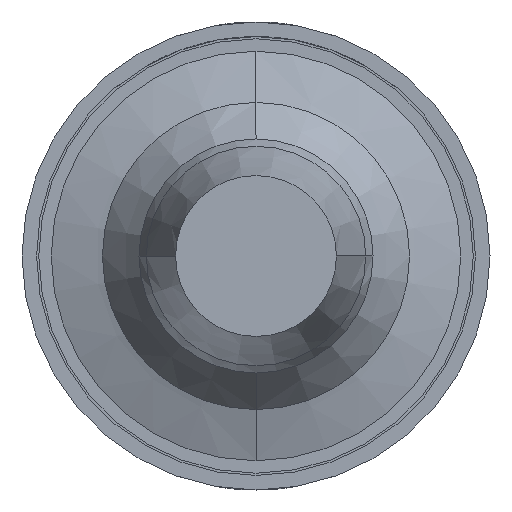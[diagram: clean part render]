
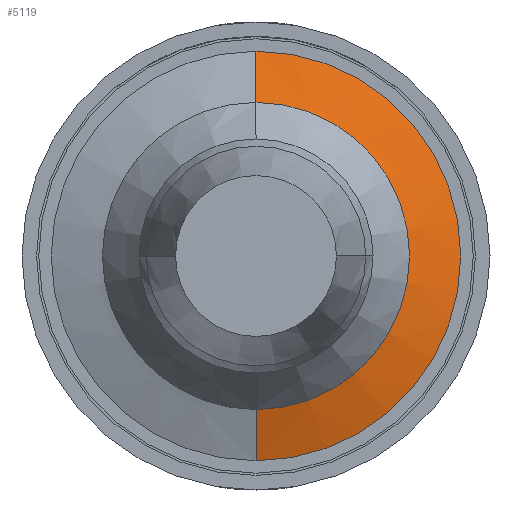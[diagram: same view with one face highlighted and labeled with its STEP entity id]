
A CAD part, front view. The second image highlights one B-rep face of the part: STEP entity #5119.
In plain terms, the highlighted conical face has half-angle 71.565 degrees and reference radius 0.8 mm.
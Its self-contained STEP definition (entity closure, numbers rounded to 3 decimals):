
#47 = CONICAL_SURFACE ( 'NONE', #2897, 0.8, 1.249 ) ;
#74 = CARTESIAN_POINT ( 'NONE',  ( 0., -41.6, 0.8 ) ) ;
#186 = AXIS2_PLACEMENT_3D ( 'NONE', #4355, #3838, #733 ) ;
#260 = VERTEX_POINT ( 'NONE', #2752 ) ;
#411 = LINE ( 'NONE', #4738, #4008 ) ;
#703 = EDGE_CURVE ( 'Defeature ausgef�hrt1_26+Defeature ausgef�hrt1_25+Defeature ausgef�hrt1_25+Defeature ausgef�hrt1_25', #6327, #2388, #2817, .T. ) ;
#733 = DIRECTION ( 'NONE',  ( 0., 0., -1. ) ) ;
#850 = EDGE_CURVE ( 'NONE', #260, #2388, #411, .T. ) ;
#914 = DIRECTION ( 'NONE',  ( 0., 1., 0. ) ) ;
#918 = VECTOR ( 'NONE', #2590, 1000. ) ;
#1728 = DIRECTION ( 'NONE',  ( 0., 0.316, -0.949 ) ) ;
#1856 = VERTEX_POINT ( 'NONE', #2184 ) ;
#2147 = DIRECTION ( 'NONE',  ( 0., 0., -1. ) ) ;
#2173 = AXIS2_PLACEMENT_3D ( 'NONE', #4693, #4666, #2147 ) ;
#2184 = CARTESIAN_POINT ( 'NONE',  ( 0., -41.6, 0.8 ) ) ;
#2190 = ORIENTED_EDGE ( 'NONE', *, *, #3500, .T. ) ;
#2388 = VERTEX_POINT ( 'NONE', #5326 ) ;
#2590 = DIRECTION ( 'NONE',  ( 0., 0.316, 0.949 ) ) ;
#2752 = CARTESIAN_POINT ( 'NONE',  ( 0., -41.6, -0.8 ) ) ;
#2817 = CIRCLE ( 'NONE', #2173, 1.4 ) ;
#2897 = AXIS2_PLACEMENT_3D ( 'NONE', #4000, #914, #3504 ) ;
#3500 = EDGE_CURVE ( 'Defeature ausgef�hrt1_25+Defeature ausgef�hrt1_24+Defeature ausgef�hrt1_24+Defeature ausgef�hrt1_24', #1856, #260, #3832, .T. ) ;
#3504 = DIRECTION ( 'NONE',  ( 0., 0., -1. ) ) ;
#3832 = CIRCLE ( 'NONE', #186, 0.8 ) ;
#3838 = DIRECTION ( 'NONE',  ( 0., 1., 0. ) ) ;
#4000 = CARTESIAN_POINT ( 'NONE',  ( 0., -41.6, 0. ) ) ;
#4008 = VECTOR ( 'NONE', #1728, 1000. ) ;
#4290 = LINE ( 'NONE', #74, #918 ) ;
#4355 = CARTESIAN_POINT ( 'NONE',  ( 0., -41.6, 0. ) ) ;
#4469 = CARTESIAN_POINT ( 'NONE',  ( 0., -41.4, 1.4 ) ) ;
#4479 = EDGE_LOOP ( 'NONE', ( #5550, #2190, #4989, #5678 ) ) ;
#4666 = DIRECTION ( 'NONE',  ( 0., 1., 0. ) ) ;
#4693 = CARTESIAN_POINT ( 'NONE',  ( 0., -41.4, 0. ) ) ;
#4738 = CARTESIAN_POINT ( 'NONE',  ( 0., -41.6, -0.8 ) ) ;
#4916 = FACE_OUTER_BOUND ( 'NONE', #4479, .T. ) ;
#4989 = ORIENTED_EDGE ( 'NONE', *, *, #850, .T. ) ;
#5119 = ADVANCED_FACE ( 'Defeature ausgef�hrt1_25', ( #4916 ), #47, .T. ) ;
#5223 = EDGE_CURVE ( 'NONE', #1856, #6327, #4290, .T. ) ;
#5326 = CARTESIAN_POINT ( 'NONE',  ( 0., -41.4, -1.4 ) ) ;
#5550 = ORIENTED_EDGE ( 'NONE', *, *, #5223, .F. ) ;
#5678 = ORIENTED_EDGE ( 'NONE', *, *, #703, .F. ) ;
#6327 = VERTEX_POINT ( 'NONE', #4469 ) ;
